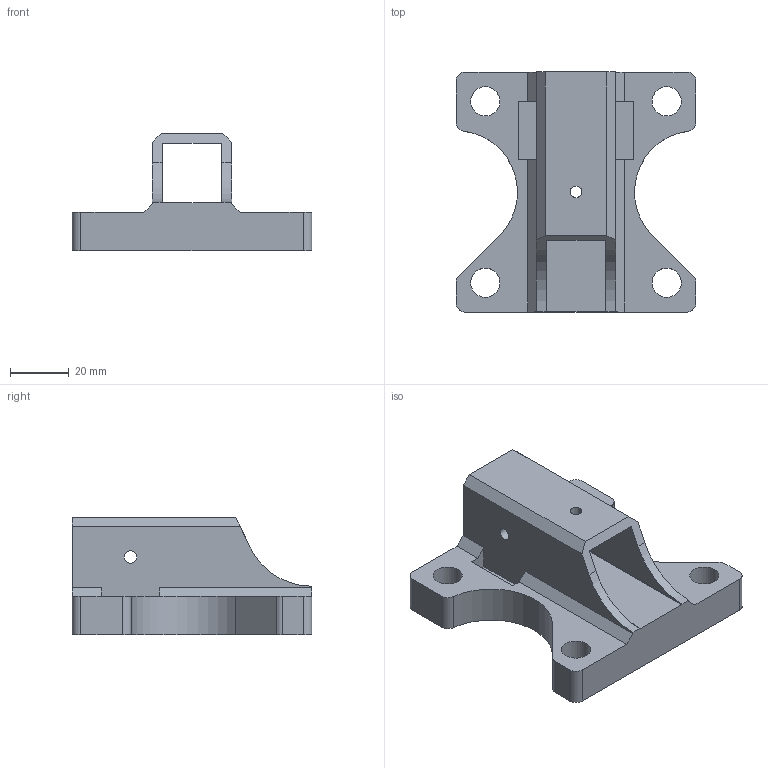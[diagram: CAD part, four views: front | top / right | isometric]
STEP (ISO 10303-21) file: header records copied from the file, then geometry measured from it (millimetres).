
FILE_DESCRIPTION(('FreeCAD Model'),'2;1');
FILE_NAME('Open CASCADE Shape Model','2021-12-18T10:38:22',('Author'),( ''),'Open CASCADE STEP processor 7.5','FreeCAD','Unknown');
FILE_SCHEMA(('AUTOMOTIVE_DESIGN { 1 0 10303 214 1 1 1 1 }'));
Length unit declared in the file: millimetre
Products named in the file (1): outter-hinge
Bounding box: 82 x 82 x 40 mm (x, y, z)
Volume: 82753.6 mm3; surface area: 25741.7 mm2
Topology: 1 solids, 1 shells, 72 faces, 200 edges, 134 vertices
Faces by surface type: plane 44, cylinder 28
Full cylindrical faces by diameter (mm): 4 x1, 4.2 x2, 5 x1, 10 x4, 12 x4
Entity records: 5034 total; most frequent: CARTESIAN_POINT 1019, DIRECTION 740, LINE 454, VECTOR 454, ORIENTED_EDGE 400, PCURVE 400, DEFINITIONAL_REPRESENTATION 400, EDGE_CURVE 200
